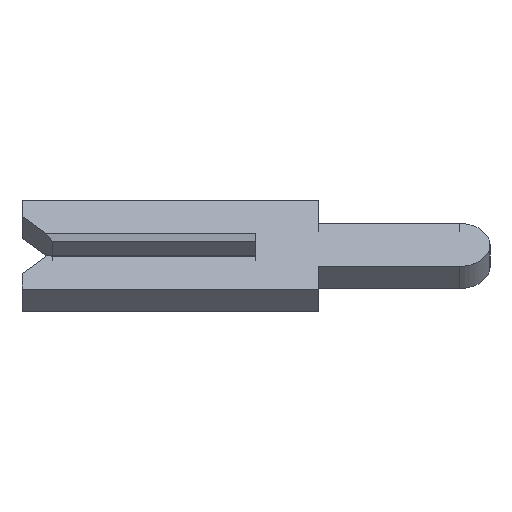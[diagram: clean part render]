
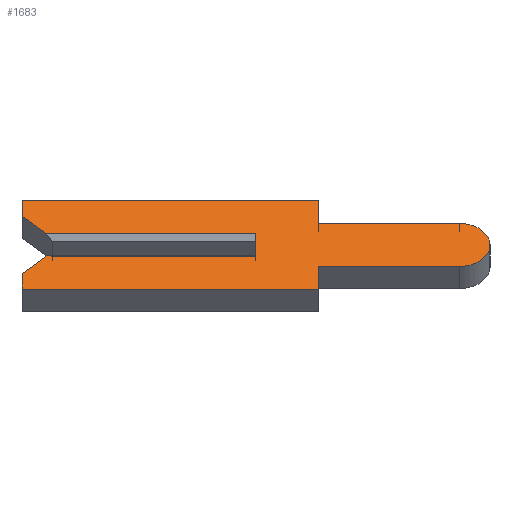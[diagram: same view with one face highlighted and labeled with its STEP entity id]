
A CAD part, left-side view. The second image highlights one B-rep face of the part: STEP entity #1683.
In plain terms, the highlighted face is planar.
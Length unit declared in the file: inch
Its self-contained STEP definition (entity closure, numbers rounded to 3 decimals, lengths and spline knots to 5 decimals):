
#39 = VERTEX_POINT ( 'NONE', #308 ) ;
#40 = LINE ( 'NONE', #604, #1085 ) ;
#45 = VERTEX_POINT ( 'NONE', #165 ) ;
#57 = LINE ( 'NONE', #141, #1572 ) ;
#62 = DIRECTION ( 'NONE',  ( 0., 1., 0. ) ) ;
#68 = CARTESIAN_POINT ( 'NONE',  ( -0.01, 0.134, -0.01 ) ) ;
#76 = CARTESIAN_POINT ( 'NONE',  ( -0.01, 0.134, 0.01 ) ) ;
#85 = CARTESIAN_POINT ( 'NONE',  ( -0.01, -0.04, 0.04 ) ) ;
#124 = EDGE_CURVE ( 'NONE', #45, #823, #802, .T. ) ;
#138 = LINE ( 'NONE', #752, #154 ) ;
#141 = CARTESIAN_POINT ( 'NONE',  ( -0.01, -0.04, -0.04 ) ) ;
#146 = DIRECTION ( 'NONE',  ( 0., 0., -1. ) ) ;
#154 = VECTOR ( 'NONE', #1529, 39.37008 ) ;
#165 = CARTESIAN_POINT ( 'NONE',  ( -0.01, -0.04, 0.0195 ) ) ;
#174 = EDGE_CURVE ( 'NONE', #223, #451, #1337, .T. ) ;
#179 = ORIENTED_EDGE ( 'NONE', *, *, #124, .F. ) ;
#190 = ORIENTED_EDGE ( 'NONE', *, *, #671, .T. ) ;
#197 = LINE ( 'NONE', #600, #922 ) ;
#200 = CARTESIAN_POINT ( 'NONE',  ( -0.01, 0.15, 0.04 ) ) ;
#202 = CARTESIAN_POINT ( 'NONE',  ( -0.01, -0.04, -0.0195 ) ) ;
#216 = VECTOR ( 'NONE', #1230, 39.37008 ) ;
#223 = VERTEX_POINT ( 'NONE', #68 ) ;
#224 = CARTESIAN_POINT ( 'NONE',  ( -0.01, -0.1305, 0. ) ) ;
#263 = VECTOR ( 'NONE', #1102, 39.37008 ) ;
#282 = CARTESIAN_POINT ( 'NONE',  ( -0.01, -0.04, -0.0195 ) ) ;
#285 = CARTESIAN_POINT ( 'NONE',  ( -0.01, 0., 0.0065 ) ) ;
#298 = CARTESIAN_POINT ( 'NONE',  ( -0.01, 0.1305, 0.0065 ) ) ;
#308 = CARTESIAN_POINT ( 'NONE',  ( -0.01, -0.04, -0.04 ) ) ;
#329 = CARTESIAN_POINT ( 'NONE',  ( -0.01, 0.15, 0.026 ) ) ;
#379 = EDGE_CURVE ( 'NONE', #1615, #223, #197, .T. ) ;
#406 = VECTOR ( 'NONE', #988, 39.37008 ) ;
#423 = ORIENTED_EDGE ( 'NONE', *, *, #500, .F. ) ;
#436 = CARTESIAN_POINT ( 'NONE',  ( -0.01, 0.15, -0.026 ) ) ;
#448 = CARTESIAN_POINT ( 'NONE',  ( -0.01, 0., -0.01 ) ) ;
#450 = CARTESIAN_POINT ( 'NONE',  ( -0.01, -0.1305, 0. ) ) ;
#451 = VERTEX_POINT ( 'NONE', #448 ) ;
#469 = LINE ( 'NONE', #1184, #1393 ) ;
#474 = ORIENTED_EDGE ( 'NONE', *, *, #1206, .F. ) ;
#500 = EDGE_CURVE ( 'NONE', #1485, #1379, #1123, .T. ) ;
#536 = DIRECTION ( 'NONE',  ( 0., -1., 0. ) ) ;
#558 = AXIS2_PLACEMENT_3D ( 'NONE', #224, #737, #1400 ) ;
#574 = VECTOR ( 'NONE', #536, 39.37008 ) ;
#600 = CARTESIAN_POINT ( 'NONE',  ( -0.01, 0.1305, -0.0065 ) ) ;
#604 = CARTESIAN_POINT ( 'NONE',  ( -0.01, 0.15, -0.026 ) ) ;
#613 = DIRECTION ( 'NONE',  ( 0., 0., 1. ) ) ;
#614 = ORIENTED_EDGE ( 'NONE', *, *, #796, .F. ) ;
#617 = VECTOR ( 'NONE', #62, 39.37008 ) ;
#628 = CARTESIAN_POINT ( 'NONE',  ( -0.01, 0.15, 0.026 ) ) ;
#634 = LINE ( 'NONE', #285, #859 ) ;
#655 = EDGE_CURVE ( 'NONE', #833, #45, #138, .T. ) ;
#671 = EDGE_CURVE ( 'NONE', #1581, #1512, #794, .T. ) ;
#679 = EDGE_CURVE ( 'NONE', #799, #1615, #40, .T. ) ;
#717 = LINE ( 'NONE', #1470, #574 ) ;
#722 = DIRECTION ( 'NONE',  ( 0., -0.707, 0.707 ) ) ;
#725 = CARTESIAN_POINT ( 'NONE',  ( -0.01, -0.1305, -0.01 ) ) ;
#737 = DIRECTION ( 'NONE',  ( 1., 0., 0. ) ) ;
#741 = CARTESIAN_POINT ( 'NONE',  ( -0.01, 0.15, -0.04 ) ) ;
#752 = CARTESIAN_POINT ( 'NONE',  ( -0.01, -0.04, 0.04 ) ) ;
#756 = CIRCLE ( 'NONE', #558, 0.0195 ) ;
#794 = LINE ( 'NONE', #1140, #1144 ) ;
#796 = EDGE_CURVE ( 'NONE', #823, #1485, #756, .T. ) ;
#799 = VERTEX_POINT ( 'NONE', #741 ) ;
#802 = LINE ( 'NONE', #1515, #406 ) ;
#817 = FACE_OUTER_BOUND ( 'NONE', #1623, .T. ) ;
#823 = VERTEX_POINT ( 'NONE', #1396 ) ;
#833 = VERTEX_POINT ( 'NONE', #85 ) ;
#851 = ORIENTED_EDGE ( 'NONE', *, *, #174, .F. ) ;
#859 = VECTOR ( 'NONE', #1613, 39.37008 ) ;
#865 = VERTEX_POINT ( 'NONE', #628 ) ;
#881 = ORIENTED_EDGE ( 'NONE', *, *, #379, .F. ) ;
#903 = ORIENTED_EDGE ( 'NONE', *, *, #1004, .F. ) ;
#921 = EDGE_CURVE ( 'NONE', #1379, #39, #57, .T. ) ;
#922 = VECTOR ( 'NONE', #722, 39.37008 ) ;
#967 = ORIENTED_EDGE ( 'NONE', *, *, #1235, .F. ) ;
#988 = DIRECTION ( 'NONE',  ( 0., -1., 0. ) ) ;
#995 = DIRECTION ( 'NONE',  ( 1., 0., 0. ) ) ;
#1004 = EDGE_CURVE ( 'NONE', #1599, #833, #717, .T. ) ;
#1058 = EDGE_CURVE ( 'NONE', #39, #799, #469, .T. ) ;
#1085 = VECTOR ( 'NONE', #613, 39.37008 ) ;
#1088 = CARTESIAN_POINT ( 'NONE',  ( -0.01, 0., 0.01 ) ) ;
#1097 = DIRECTION ( 'NONE',  ( 0., 0., -1. ) ) ;
#1102 = DIRECTION ( 'NONE',  ( 0., -1., 0. ) ) ;
#1123 = LINE ( 'NONE', #202, #617 ) ;
#1140 = CARTESIAN_POINT ( 'NONE',  ( -0.01, 0.15, 0.01 ) ) ;
#1144 = VECTOR ( 'NONE', #1259, 39.37008 ) ;
#1163 = VECTOR ( 'NONE', #1627, 39.37008 ) ;
#1184 = CARTESIAN_POINT ( 'NONE',  ( -0.01, 0.15, -0.04 ) ) ;
#1206 = EDGE_CURVE ( 'NONE', #1581, #865, #1590, .T. ) ;
#1229 = ORIENTED_EDGE ( 'NONE', *, *, #921, .F. ) ;
#1230 = DIRECTION ( 'NONE',  ( 0., 0., 1. ) ) ;
#1233 = CARTESIAN_POINT ( 'NONE',  ( -0.01, -0.1305, -0.0195 ) ) ;
#1235 = EDGE_CURVE ( 'NONE', #451, #1512, #634, .T. ) ;
#1259 = DIRECTION ( 'NONE',  ( 0., -1., 0. ) ) ;
#1272 = LINE ( 'NONE', #329, #216 ) ;
#1289 = ORIENTED_EDGE ( 'NONE', *, *, #1563, .F. ) ;
#1334 = ORIENTED_EDGE ( 'NONE', *, *, #679, .F. ) ;
#1337 = LINE ( 'NONE', #725, #263 ) ;
#1369 = AXIS2_PLACEMENT_3D ( 'NONE', #450, #995, #1097 ) ;
#1379 = VERTEX_POINT ( 'NONE', #282 ) ;
#1393 = VECTOR ( 'NONE', #1454, 39.37008 ) ;
#1396 = CARTESIAN_POINT ( 'NONE',  ( -0.01, -0.1305, 0.0195 ) ) ;
#1400 = DIRECTION ( 'NONE',  ( 0., 0., -1. ) ) ;
#1442 = ORIENTED_EDGE ( 'NONE', *, *, #655, .F. ) ;
#1454 = DIRECTION ( 'NONE',  ( 0., 1., 0. ) ) ;
#1470 = CARTESIAN_POINT ( 'NONE',  ( -0.01, 0.15, 0.04 ) ) ;
#1485 = VERTEX_POINT ( 'NONE', #1233 ) ;
#1512 = VERTEX_POINT ( 'NONE', #1088 ) ;
#1515 = CARTESIAN_POINT ( 'NONE',  ( -0.01, -0.04, 0.0195 ) ) ;
#1529 = DIRECTION ( 'NONE',  ( 0., 0., -1. ) ) ;
#1563 = EDGE_CURVE ( 'NONE', #865, #1599, #1272, .T. ) ;
#1572 = VECTOR ( 'NONE', #146, 39.37008 ) ;
#1581 = VERTEX_POINT ( 'NONE', #76 ) ;
#1590 = LINE ( 'NONE', #298, #1163 ) ;
#1594 = ORIENTED_EDGE ( 'NONE', *, *, #1058, .F. ) ;
#1599 = VERTEX_POINT ( 'NONE', #200 ) ;
#1613 = DIRECTION ( 'NONE',  ( 0., 0., 1. ) ) ;
#1615 = VERTEX_POINT ( 'NONE', #436 ) ;
#1623 = EDGE_LOOP ( 'NONE', ( #190, #967, #851, #881, #1334, #1594, #1229, #423, #614, #179, #1442, #903, #1289, #474 ) ) ;
#1627 = DIRECTION ( 'NONE',  ( 0., 0.707, 0.707 ) ) ;
#1640 = PLANE ( 'NONE',  #1369 ) ;
#1683 = ADVANCED_FACE ( 'NONE', ( #817 ), #1640, .F. ) ;
